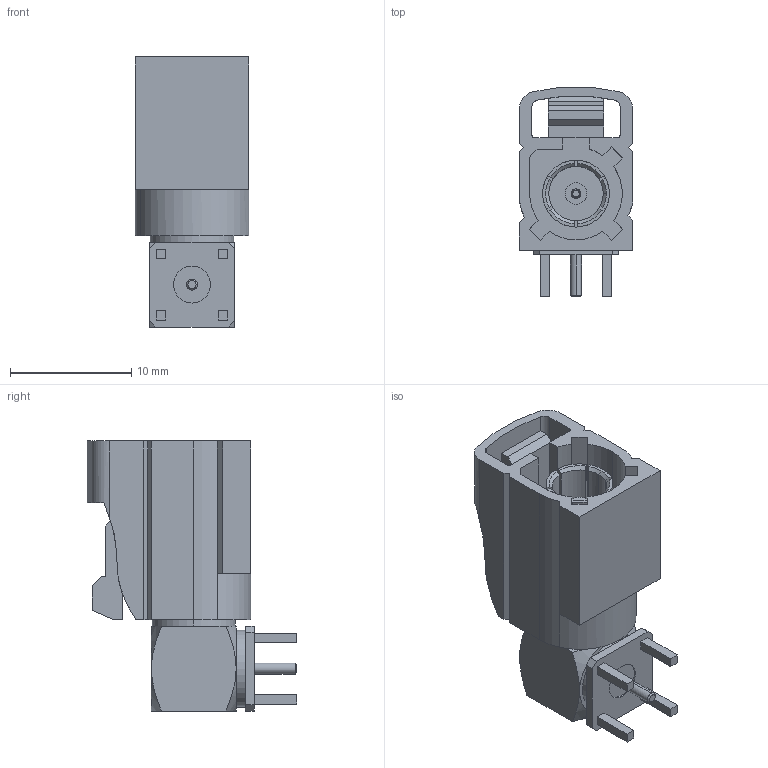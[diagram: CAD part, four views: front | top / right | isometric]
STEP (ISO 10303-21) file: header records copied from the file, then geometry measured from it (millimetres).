
FILE_DESCRIPTION (( 'STEP AP203' ), '1' );
FILE_NAME ('PE44650Z.step', '2018-08-31T17:34:22', ( '' ), ( '' ), 'SwSTEP 2.0', 'SolidWorks 2017', '' );
FILE_SCHEMA (( 'CONFIG_CONTROL_DESIGN' ));
Length unit declared in the file: inch
Products named in the file (1): PE44650Z
Bounding box: 9.4 x 17.28 x 22.29 mm (x, y, z)
Volume: 1548.1 mm3; surface area: 1904.9 mm2
Topology: 1 solids, 1 shells, 174 faces, 461 edges, 302 vertices
Faces by surface type: plane 119, cylinder 34, cone 19, bspline 2
Entity records: 5572 total; most frequent: CARTESIAN_POINT 1138, ORIENTED_EDGE 922, DIRECTION 883, EDGE_CURVE 461, VECTOR 309, LINE 309, VERTEX_POINT 302, AXIS2_PLACEMENT_3D 287
